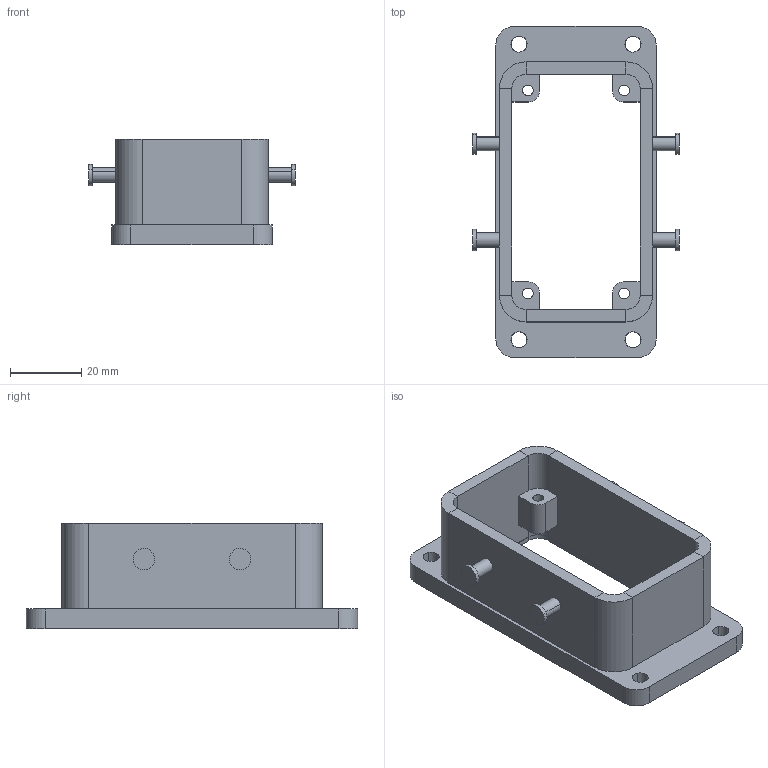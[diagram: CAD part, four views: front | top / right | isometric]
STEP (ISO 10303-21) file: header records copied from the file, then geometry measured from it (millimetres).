
FILE_DESCRIPTION(('CATIA V5 STEP Exchange','CAx-IF Rec.Pracs.--- Model Styling and Organization---1.4--- 2014-01-23'),'2;1');
FILE_NAME ('13139423_4', '2019-10-31T08:42:52+00:00', ('none'), ('Weidmueller'), 'CATIA Version 5-6 Release 2016 SP3 HF44', 'CATIA V5 STEP AP214', 'none');
FILE_SCHEMA(('AUTOMOTIVE_DESIGN { 1 0 10303 214 1 1 1 1 }'));
Length unit declared in the file: millimetre
Products named in the file (1): 1052430000
Bounding box: 58 x 93 x 29.5 mm (x, y, z)
Volume: 29295.9 mm3; surface area: 17630.7 mm2
Topology: 1 solids, 1 shells, 115 faces, 296 edges, 192 vertices
Faces by surface type: cylinder 64, plane 51
Entity records: 3214 total; most frequent: ORIENTED_EDGE 592, CARTESIAN_POINT 555, DIRECTION 428, EDGE_CURVE 296, AXIS2_PLACEMENT_3D 195, VERTEX_POINT 192, VECTOR 168, LINE 168
